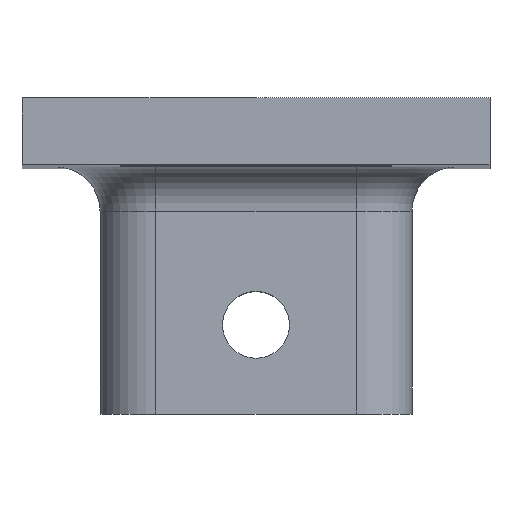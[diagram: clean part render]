
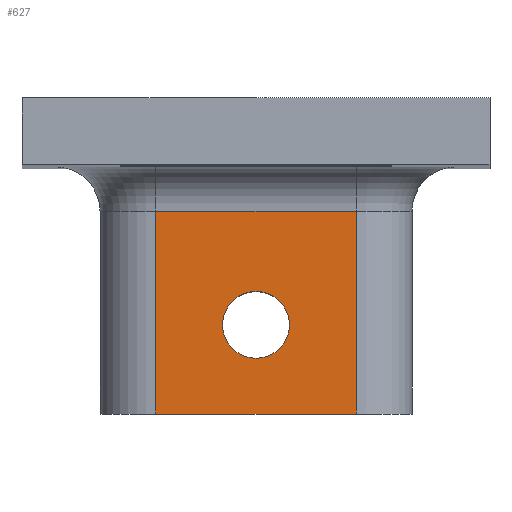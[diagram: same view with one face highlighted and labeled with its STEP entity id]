
A CAD part, top view. The second image highlights one B-rep face of the part: STEP entity #627.
In plain terms, the highlighted planar face has unit normal (0, 0, 1).
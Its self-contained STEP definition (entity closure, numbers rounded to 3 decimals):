
#25=FACE_BOUND('',#129,.T.);
#50=PLANE('',#703);
#84=FACE_OUTER_BOUND('',#128,.T.);
#128=EDGE_LOOP('',(#542,#543,#544,#545));
#129=EDGE_LOOP('',(#546));
#154=LINE('',#944,#209);
#156=LINE('',#953,#211);
#191=LINE('',#1041,#246);
#192=LINE('',#1044,#247);
#209=VECTOR('',#772,10.);
#211=VECTOR('',#784,10.);
#246=VECTOR('',#865,10.);
#247=VECTOR('',#870,10.);
#261=CIRCLE('',#656,1.5);
#289=VERTEX_POINT('',#907);
#298=VERTEX_POINT('',#934);
#300=VERTEX_POINT('',#940);
#303=VERTEX_POINT('',#951);
#333=VERTEX_POINT('',#1040);
#346=EDGE_CURVE('',#289,#289,#261,.T.);
#362=EDGE_CURVE('',#298,#300,#154,.T.);
#367=EDGE_CURVE('',#298,#303,#156,.T.);
#410=EDGE_CURVE('',#300,#333,#191,.T.);
#412=EDGE_CURVE('',#333,#303,#192,.T.);
#542=ORIENTED_EDGE('',*,*,#362,.F.);
#543=ORIENTED_EDGE('',*,*,#367,.T.);
#544=ORIENTED_EDGE('',*,*,#412,.F.);
#545=ORIENTED_EDGE('',*,*,#410,.F.);
#546=ORIENTED_EDGE('',*,*,#346,.T.);
#627=ADVANCED_FACE('',(#84,#25),#50,.T.);
#656=AXIS2_PLACEMENT_3D('',#909,#731,#732);
#703=AXIS2_PLACEMENT_3D('',#1043,#868,#869);
#731=DIRECTION('center_axis',(0.,0.,-1.));
#732=DIRECTION('ref_axis',(1.,0.,0.));
#772=DIRECTION('',(1.,0.,0.));
#784=DIRECTION('',(0.,-1.,0.));
#865=DIRECTION('',(0.,-1.,0.));
#868=DIRECTION('center_axis',(0.,0.,1.));
#869=DIRECTION('ref_axis',(-1.,0.,0.));
#870=DIRECTION('',(-1.,0.,0.));
#907=CARTESIAN_POINT('',(-1.5,-10.15,56.));
#909=CARTESIAN_POINT('Origin',(0.,-10.15,56.));
#934=CARTESIAN_POINT('',(-4.5,-5.05,56.));
#940=CARTESIAN_POINT('',(4.5,-5.05,56.));
#944=CARTESIAN_POINT('',(-3.,-5.05,56.));
#951=CARTESIAN_POINT('',(-4.5,-14.15,56.));
#953=CARTESIAN_POINT('',(-4.5,-3.05,56.));
#1040=CARTESIAN_POINT('',(4.5,-14.15,56.));
#1041=CARTESIAN_POINT('',(4.5,-3.05,56.));
#1043=CARTESIAN_POINT('Origin',(4.5,-3.05,56.));
#1044=CARTESIAN_POINT('',(4.5,-14.15,56.));
